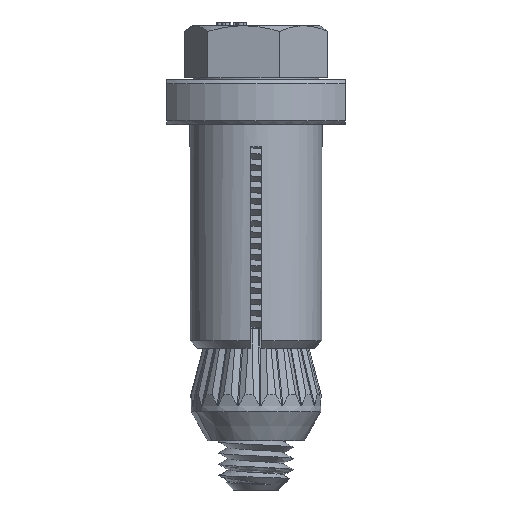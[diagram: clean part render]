
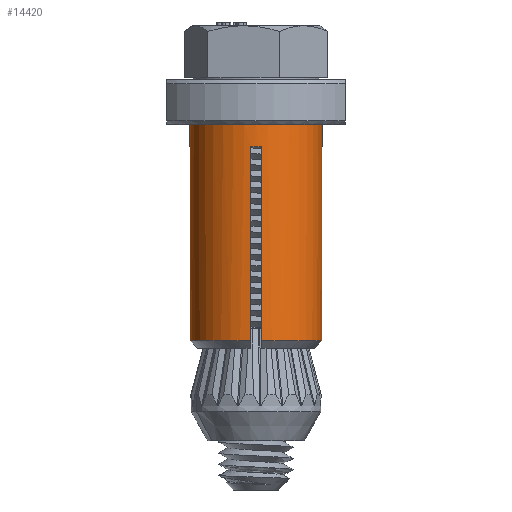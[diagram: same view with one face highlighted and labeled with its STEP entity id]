
A CAD part, front view. The second image highlights one B-rep face of the part: STEP entity #14420.
In plain terms, the highlighted cylindrical face has radius 8.875 mm (diameter 17.75 mm), a partial arc.
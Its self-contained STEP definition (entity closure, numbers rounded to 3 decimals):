
#1351 = CARTESIAN_POINT ( 'NONE',  ( 8.875, 0., -6. ) ) ;
#4793 = CARTESIAN_POINT ( 'NONE',  ( -8.843, -0.75, -9. ) ) ;
#4794 = CARTESIAN_POINT ( 'NONE',  ( -8.843, -0.75, -35. ) ) ;
#4795 = DIRECTION ( 'NONE',  ( 0., 0., -1. ) ) ;
#4796 = VECTOR ( 'NONE', #4795, 1000. ) ;
#4797 = CARTESIAN_POINT ( 'NONE',  ( -8.843, -0.75, 0. ) ) ;
#4803 = LINE ( 'NONE', #4797, #4796 ) ;
#4814 = DIRECTION ( 'NONE',  ( 1., 0., 0. ) ) ;
#4815 = DIRECTION ( 'NONE',  ( 0., 0., 1. ) ) ;
#4816 = CARTESIAN_POINT ( 'NONE',  ( 0., 0., -9. ) ) ;
#4818 = AXIS2_PLACEMENT_3D ( 'NONE', #4816, #4815, #4814 ) ;
#4819 = CIRCLE ( 'NONE', #4818, 8.875 ) ;
#4820 = DIRECTION ( 'NONE',  ( 1., 0., 0. ) ) ;
#4821 = DIRECTION ( 'NONE',  ( 0., 0., 1. ) ) ;
#4822 = CARTESIAN_POINT ( 'NONE',  ( 0., 0., -6. ) ) ;
#4823 = AXIS2_PLACEMENT_3D ( 'NONE', #4822, #4821, #4820 ) ;
#4824 = DIRECTION ( 'NONE',  ( 1., 0., 0. ) ) ;
#4825 = DIRECTION ( 'NONE',  ( 0., 0., 1. ) ) ;
#4826 = CARTESIAN_POINT ( 'NONE',  ( 0., 0., 0. ) ) ;
#4827 = AXIS2_PLACEMENT_3D ( 'NONE', #4826, #4825, #4824 ) ;
#4828 = CYLINDRICAL_SURFACE ( 'NONE', #4827, 8.875 ) ;
#4829 = CIRCLE ( 'NONE', #4823, 8.875 ) ;
#4830 = FACE_OUTER_BOUND ( 'NONE', #14410, .T. ) ;
#4884 = CARTESIAN_POINT ( 'NONE',  ( -0.75, -8.843, -35. ) ) ;
#4885 = DIRECTION ( 'NONE',  ( 0., 0., 1. ) ) ;
#4886 = VECTOR ( 'NONE', #4885, 1000. ) ;
#4887 = CARTESIAN_POINT ( 'NONE',  ( -0.75, -8.843, 0. ) ) ;
#4888 = LINE ( 'NONE', #4887, #4886 ) ;
#4893 = CARTESIAN_POINT ( 'NONE',  ( 8.843, -0.75, -35. ) ) ;
#4894 = CARTESIAN_POINT ( 'NONE',  ( 0.75, -8.843, -35. ) ) ;
#4895 = DIRECTION ( 'NONE',  ( 1., 0., 0. ) ) ;
#4896 = DIRECTION ( 'NONE',  ( 0., 0., 1. ) ) ;
#4897 = CARTESIAN_POINT ( 'NONE',  ( 0., 0., -35. ) ) ;
#4898 = AXIS2_PLACEMENT_3D ( 'NONE', #4897, #4896, #4895 ) ;
#4899 = CIRCLE ( 'NONE', #4898, 8.875 ) ;
#4900 = DIRECTION ( 'NONE',  ( 1., 0., 0. ) ) ;
#4901 = DIRECTION ( 'NONE',  ( 0., 0., 1. ) ) ;
#4902 = CARTESIAN_POINT ( 'NONE',  ( 0., 0., -9. ) ) ;
#4903 = AXIS2_PLACEMENT_3D ( 'NONE', #4902, #4901, #4900 ) ;
#4904 = CIRCLE ( 'NONE', #4903, 8.875 ) ;
#4905 = DIRECTION ( 'NONE',  ( 0., 0., -1. ) ) ;
#4906 = VECTOR ( 'NONE', #4905, 1000. ) ;
#4907 = CARTESIAN_POINT ( 'NONE',  ( 0.75, -8.843, 0. ) ) ;
#4908 = LINE ( 'NONE', #4907, #4906 ) ;
#4909 = CARTESIAN_POINT ( 'NONE',  ( 0.75, -8.843, -9. ) ) ;
#4910 = CARTESIAN_POINT ( 'NONE',  ( -8.875, 0., -9. ) ) ;
#4931 = DIRECTION ( 'NONE',  ( 1., 0., 0. ) ) ;
#4932 = DIRECTION ( 'NONE',  ( 0., 0., 1. ) ) ;
#4933 = CARTESIAN_POINT ( 'NONE',  ( 0., 0., -35. ) ) ;
#4934 = AXIS2_PLACEMENT_3D ( 'NONE', #4933, #4932, #4931 ) ;
#4935 = CIRCLE ( 'NONE', #4934, 8.875 ) ;
#4948 = CARTESIAN_POINT ( 'NONE',  ( -8.875, 0., -6. ) ) ;
#4958 = DIRECTION ( 'NONE',  ( 1., 0., 0. ) ) ;
#4959 = DIRECTION ( 'NONE',  ( 0., 0., 1. ) ) ;
#4960 = CARTESIAN_POINT ( 'NONE',  ( 0., 0., -9. ) ) ;
#4961 = AXIS2_PLACEMENT_3D ( 'NONE', #4960, #4959, #4958 ) ;
#4962 = CIRCLE ( 'NONE', #4961, 8.875 ) ;
#4963 = DIRECTION ( 'NONE',  ( 0., 0., 1. ) ) ;
#4964 = VECTOR ( 'NONE', #4963, 1000. ) ;
#4966 = CARTESIAN_POINT ( 'NONE',  ( 8.843, -0.75, 0. ) ) ;
#4973 = LINE ( 'NONE', #4966, #4964 ) ;
#5002 = CARTESIAN_POINT ( 'NONE',  ( 8.843, -0.75, -9. ) ) ;
#5060 = LINE ( 'NONE', #5120, #5119 ) ;
#5068 = DIRECTION ( 'NONE',  ( 0., 0., 1. ) ) ;
#5069 = VECTOR ( 'NONE', #5068, 1000. ) ;
#5070 = CARTESIAN_POINT ( 'NONE',  ( 8.875, 0., 0. ) ) ;
#5071 = LINE ( 'NONE', #5070, #5069 ) ;
#5077 = CARTESIAN_POINT ( 'NONE',  ( 8.875, 0., -9. ) ) ;
#5118 = DIRECTION ( 'NONE',  ( 0., 0., 1. ) ) ;
#5119 = VECTOR ( 'NONE', #5118, 1000. ) ;
#5120 = CARTESIAN_POINT ( 'NONE',  ( -8.875, 0., 0. ) ) ;
#10932 = VERTEX_POINT ( 'NONE', #16895 ) ;
#10933 = ORIENTED_EDGE ( 'NONE', *, *, #14718, .T. ) ;
#11895 = VERTEX_POINT ( 'NONE', #1351 ) ;
#13535 = EDGE_CURVE ( 'NONE', #13744, #13671, #4803, .T. ) ;
#13599 = ORIENTED_EDGE ( 'NONE', *, *, #13535, .T. ) ;
#13671 = VERTEX_POINT ( 'NONE', #4794 ) ;
#13744 = VERTEX_POINT ( 'NONE', #4793 ) ;
#14410 = EDGE_LOOP ( 'NONE', ( #14551, #14630, #13599, #15331, #15122, #10933, #14679, #14870, #15831, #15872, #15513, #15594 ) ) ;
#14420 = ADVANCED_FACE ( 'NONE', ( #4830 ), #4828, .T. ) ;
#14462 = EDGE_CURVE ( 'NONE', #15729, #11895, #4829, .T. ) ;
#14551 = ORIENTED_EDGE ( 'NONE', *, *, #17049, .F. ) ;
#14571 = EDGE_CURVE ( 'NONE', #15652, #13744, #4819, .T. ) ;
#14630 = ORIENTED_EDGE ( 'NONE', *, *, #14571, .T. ) ;
#14662 = VERTEX_POINT ( 'NONE', #4909 ) ;
#14679 = ORIENTED_EDGE ( 'NONE', *, *, #14692, .T. ) ;
#14692 = EDGE_CURVE ( 'NONE', #14662, #14859, #4908, .T. ) ;
#14718 = EDGE_CURVE ( 'NONE', #10932, #14662, #4904, .T. ) ;
#14842 = EDGE_CURVE ( 'NONE', #14859, #14880, #4899, .T. ) ;
#14859 = VERTEX_POINT ( 'NONE', #4894 ) ;
#14870 = ORIENTED_EDGE ( 'NONE', *, *, #14842, .T. ) ;
#14880 = VERTEX_POINT ( 'NONE', #4893 ) ;
#14979 = EDGE_CURVE ( 'NONE', #15081, #10932, #4888, .T. ) ;
#15081 = VERTEX_POINT ( 'NONE', #4884 ) ;
#15122 = ORIENTED_EDGE ( 'NONE', *, *, #14979, .T. ) ;
#15283 = EDGE_CURVE ( 'NONE', #13671, #15081, #4935, .T. ) ;
#15331 = ORIENTED_EDGE ( 'NONE', *, *, #15283, .T. ) ;
#15513 = ORIENTED_EDGE ( 'NONE', *, *, #16962, .T. ) ;
#15594 = ORIENTED_EDGE ( 'NONE', *, *, #14462, .F. ) ;
#15652 = VERTEX_POINT ( 'NONE', #4910 ) ;
#15669 = EDGE_CURVE ( 'NONE', #14880, #15834, #4973, .T. ) ;
#15682 = EDGE_CURVE ( 'NONE', #15834, #16848, #4962, .T. ) ;
#15729 = VERTEX_POINT ( 'NONE', #4948 ) ;
#15831 = ORIENTED_EDGE ( 'NONE', *, *, #15669, .T. ) ;
#15834 = VERTEX_POINT ( 'NONE', #5002 ) ;
#15872 = ORIENTED_EDGE ( 'NONE', *, *, #15682, .T. ) ;
#16848 = VERTEX_POINT ( 'NONE', #5077 ) ;
#16895 = CARTESIAN_POINT ( 'NONE',  ( -0.75, -8.843, -9. ) ) ;
#16962 = EDGE_CURVE ( 'NONE', #16848, #11895, #5071, .T. ) ;
#17049 = EDGE_CURVE ( 'NONE', #15652, #15729, #5060, .T. ) ;
